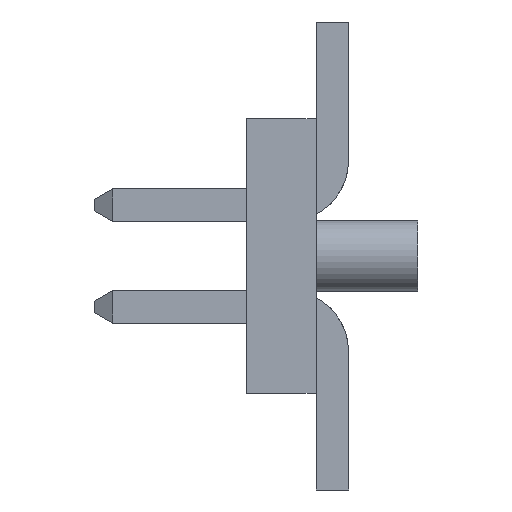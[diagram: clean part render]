
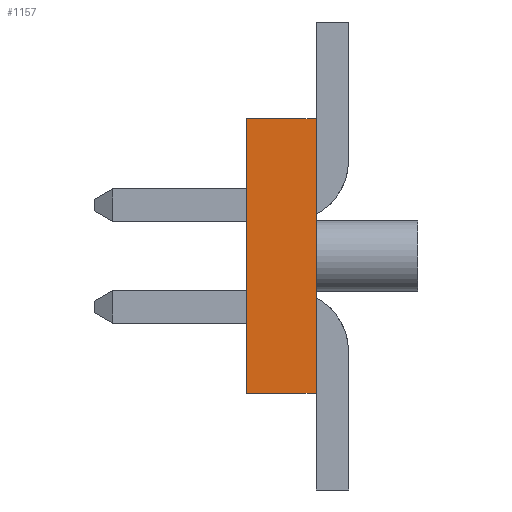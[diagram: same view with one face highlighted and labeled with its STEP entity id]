
A CAD part, left-side view. The second image highlights one B-rep face of the part: STEP entity #1157.
In plain terms, the highlighted planar face has unit normal (-1, 0, 0).
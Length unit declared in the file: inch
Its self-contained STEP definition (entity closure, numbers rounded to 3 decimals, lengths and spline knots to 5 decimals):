
#1157 = ADVANCED_FACE( '', ( #3020 ), #3021, .F. );
#3020 = FACE_OUTER_BOUND( '', #5606, .T. );
#3021 = PLANE( '', #5607 );
#5606 = EDGE_LOOP( '', ( #8854, #8855, #8856, #8857 ) );
#5607 = AXIS2_PLACEMENT_3D( '', #8858, #8859, #8860 );
#8854 = ORIENTED_EDGE( '', *, *, #16524, .T. );
#8855 = ORIENTED_EDGE( '', *, *, #16525, .F. );
#8856 = ORIENTED_EDGE( '', *, *, #16526, .F. );
#8857 = ORIENTED_EDGE( '', *, *, #16054, .T. );
#8858 = CARTESIAN_POINT( '', ( -0.75, 0.034, -0.0675 ) );
#8859 = DIRECTION( '', ( 1., 0., 0. ) );
#8860 = DIRECTION( '', ( 0., 0., -1. ) );
#16054 = EDGE_CURVE( '', #19346, #19344, #19347, .T. );
#16524 = EDGE_CURVE( '', #19344, #20168, #20169, .T. );
#16525 = EDGE_CURVE( '', #20170, #20168, #20171, .T. );
#16526 = EDGE_CURVE( '', #19346, #20170, #20172, .T. );
#19344 = VERTEX_POINT( '', #24086 );
#19346 = VERTEX_POINT( '', #24089 );
#19347 = LINE( '', #24090, #24091 );
#20168 = VERTEX_POINT( '', #25287 );
#20169 = LINE( '', #25288, #25289 );
#20170 = VERTEX_POINT( '', #25290 );
#20171 = LINE( '', #25291, #25292 );
#20172 = LINE( '', #25293, #25294 );
#24086 = CARTESIAN_POINT( '', ( -0.75, 0., -0.0675 ) );
#24089 = CARTESIAN_POINT( '', ( -0.75, 0.034, -0.0675 ) );
#24090 = CARTESIAN_POINT( '', ( -0.75, 0.034, -0.0675 ) );
#24091 = VECTOR( '', #30479, 39.37008 );
#25287 = CARTESIAN_POINT( '', ( -0.75, 0., 0.0675 ) );
#25288 = CARTESIAN_POINT( '', ( -0.75, 0., -0.0675 ) );
#25289 = VECTOR( '', #30915, 39.37008 );
#25290 = CARTESIAN_POINT( '', ( -0.75, 0.034, 0.0675 ) );
#25291 = CARTESIAN_POINT( '', ( -0.75, 0.034, 0.0675 ) );
#25292 = VECTOR( '', #30916, 39.37008 );
#25293 = CARTESIAN_POINT( '', ( -0.75, 0.034, -0.0675 ) );
#25294 = VECTOR( '', #30917, 39.37008 );
#30479 = DIRECTION( '', ( 0., -1., 0. ) );
#30915 = DIRECTION( '', ( 0., 0., 1. ) );
#30916 = DIRECTION( '', ( 0., -1., 0. ) );
#30917 = DIRECTION( '', ( 0., 0., 1. ) );
